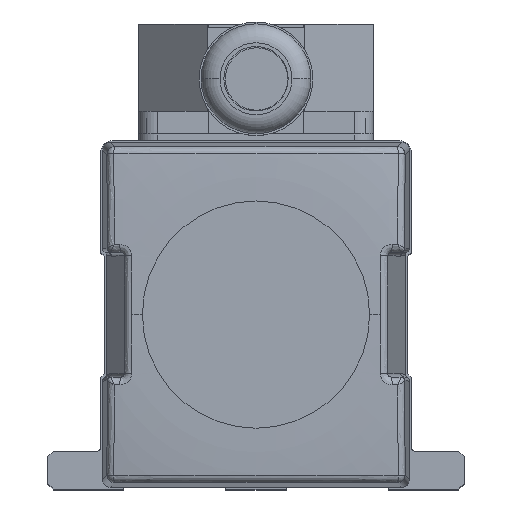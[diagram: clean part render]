
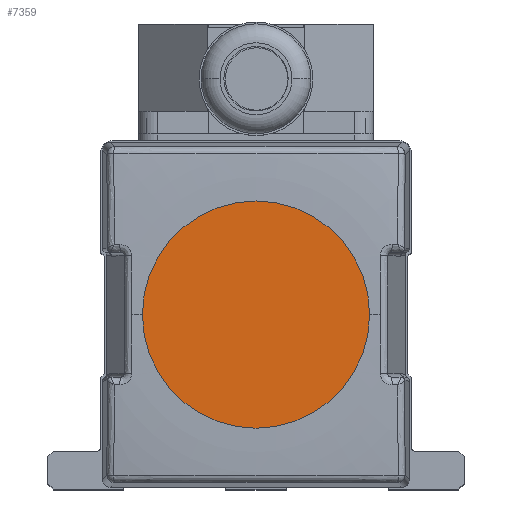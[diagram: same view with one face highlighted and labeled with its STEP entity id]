
A CAD part, top view. The second image highlights one B-rep face of the part: STEP entity #7359.
In plain terms, the highlighted planar face has unit normal (0, 0, 1).
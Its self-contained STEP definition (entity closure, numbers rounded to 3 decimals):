
#583 = CARTESIAN_POINT ( 'NONE',  ( 0., 0., 36.5 ) ) ;
#683 = DIRECTION ( 'NONE',  ( 0., 0., -1. ) ) ;
#1533 = CARTESIAN_POINT ( 'NONE',  ( -30., 0., 36.5 ) ) ;
#1783 = FACE_OUTER_BOUND ( 'NONE', #10367, .T. ) ;
#1939 = DIRECTION ( 'NONE',  ( -1., 0., 0. ) ) ;
#4536 = CIRCLE ( 'NONE', #5772, 30. ) ;
#4835 = DIRECTION ( 'NONE',  ( 0., 0., -1. ) ) ;
#4868 = ORIENTED_EDGE ( 'NONE', *, *, #16175, .F. ) ;
#5012 = CIRCLE ( 'NONE', #15379, 30. ) ;
#5338 = CARTESIAN_POINT ( 'NONE',  ( 0., 0., 36.5 ) ) ;
#5772 = AXIS2_PLACEMENT_3D ( 'NONE', #583, #4835, #8919 ) ;
#6815 = PLANE ( 'NONE',  #14301 ) ;
#6876 = DIRECTION ( 'NONE',  ( -1., 0., 0. ) ) ;
#7359 = ADVANCED_FACE ( 'NONE', ( #1783 ), #6815, .F. ) ;
#8919 = DIRECTION ( 'NONE',  ( -1., 0., 0. ) ) ;
#9128 = EDGE_CURVE ( 'NONE', #9431, #11069, #4536, .T. ) ;
#9431 = VERTEX_POINT ( 'NONE', #1533 ) ;
#9486 = DIRECTION ( 'NONE',  ( 0., 0., -1. ) ) ;
#9571 = CARTESIAN_POINT ( 'NONE',  ( 30., 0., 36.5 ) ) ;
#9747 = ORIENTED_EDGE ( 'NONE', *, *, #9128, .F. ) ;
#10367 = EDGE_LOOP ( 'NONE', ( #9747, #4868 ) ) ;
#11069 = VERTEX_POINT ( 'NONE', #9571 ) ;
#14301 = AXIS2_PLACEMENT_3D ( 'NONE', #5338, #9486, #6876 ) ;
#15379 = AXIS2_PLACEMENT_3D ( 'NONE', #17315, #683, #1939 ) ;
#16175 = EDGE_CURVE ( 'NONE', #11069, #9431, #5012, .T. ) ;
#17315 = CARTESIAN_POINT ( 'NONE',  ( 0., 0., 36.5 ) ) ;
